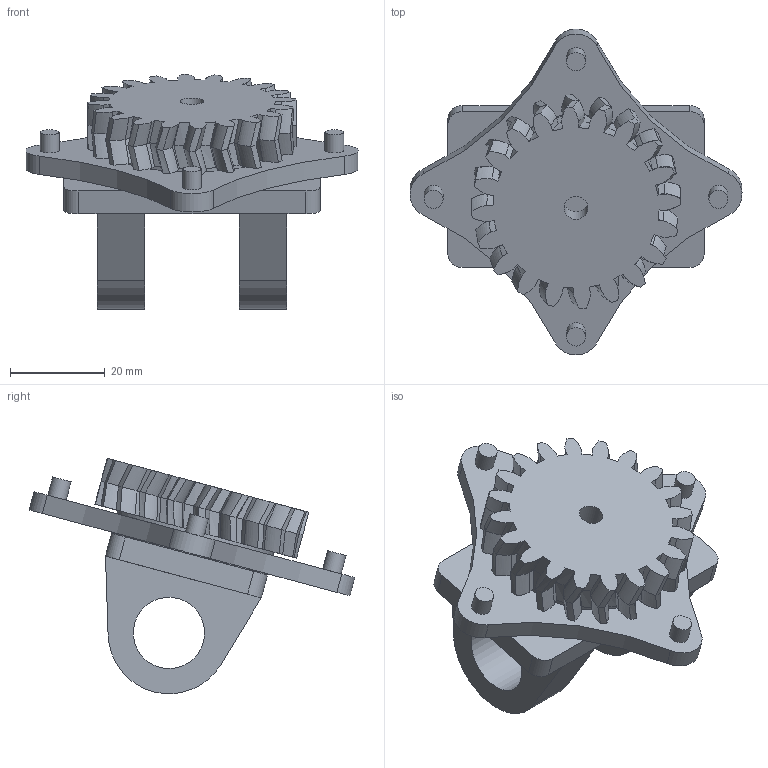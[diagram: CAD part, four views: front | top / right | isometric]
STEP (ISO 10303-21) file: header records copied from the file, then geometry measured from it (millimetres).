
FILE_DESCRIPTION(('FreeCAD Model'),'2;1');
FILE_NAME('Open CASCADE Shape Model','2024-08-11T07:51:26',(''),(''), 'Open CASCADE STEP processor 7.7','FreeCAD','Unknown');
FILE_SCHEMA(('AUTOMOTIVE_DESIGN { 1 0 10303 214 1 1 1 1 }'));
Length unit declared in the file: millimetre
Products named in the file (1): sun angler
Bounding box: 69.96 x 68.61 x 49.59 mm (x, y, z)
Volume: 40510.8 mm3; surface area: 16034.7 mm2
Topology: 2 solids, 2 shells, 293 faces, 718 edges, 435 vertices
Faces by surface type: bspline 240, plane 28, cylinder 25
Full cylindrical faces by diameter (mm): 4 x4, 5 x1, 15 x2, 34 x1, 35 x1
Entity records: 22636 total; most frequent: CARTESIAN_POINT 17647, ORIENTED_EDGE 1436, EDGE_CURVE 718, B_SPLINE_CURVE_WITH_KNOTS 600, VERTEX_POINT 435, FACE_BOUND 305, EDGE_LOOP 305, ADVANCED_FACE 293
